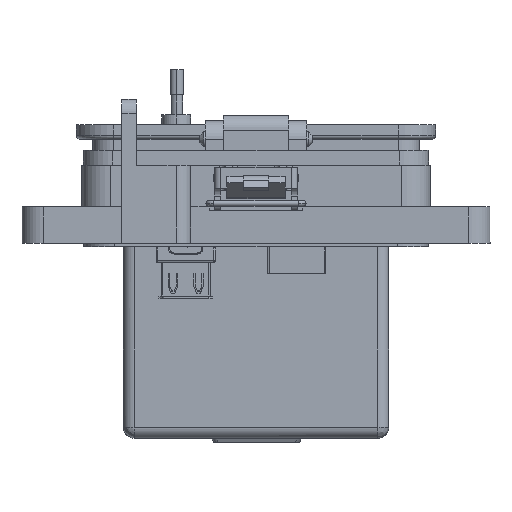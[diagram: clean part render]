
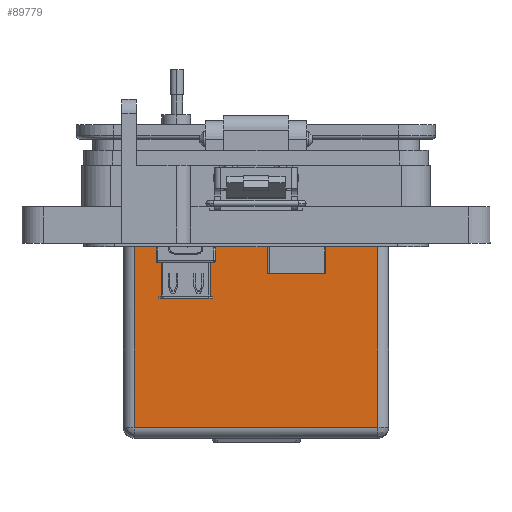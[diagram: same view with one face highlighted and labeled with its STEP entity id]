
A CAD part, front view. The second image highlights one B-rep face of the part: STEP entity #89779.
In plain terms, the highlighted planar face has unit normal (0, -1, 0).
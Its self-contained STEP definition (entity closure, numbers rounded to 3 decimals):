
#279 = VECTOR ( 'NONE', #37106, 1000. ) ;
#2529 = CARTESIAN_POINT ( 'NONE',  ( -5.093, -45.612, -65.552 ) ) ;
#4591 = ORIENTED_EDGE ( 'NONE', *, *, #17792, .F. ) ;
#13749 = FACE_OUTER_BOUND ( 'NONE', #35136, .T. ) ;
#17792 = EDGE_CURVE ( 'NONE', #106844, #63037, #29302, .T. ) ;
#21873 = LINE ( 'NONE', #90641, #122593 ) ;
#24108 = VECTOR ( 'NONE', #70752, 1000. ) ;
#29302 = LINE ( 'NONE', #85757, #279 ) ;
#30989 = DIRECTION ( 'NONE',  ( 0., -1., 0. ) ) ;
#32888 = CARTESIAN_POINT ( 'NONE',  ( -72.146, -45.612, -12.212 ) ) ;
#35136 = EDGE_LOOP ( 'NONE', ( #41064, #73999, #4591, #60495 ) ) ;
#37106 = DIRECTION ( 'NONE',  ( -1., 0., 0. ) ) ;
#41064 = ORIENTED_EDGE ( 'NONE', *, *, #70238, .T. ) ;
#50155 = PLANE ( 'NONE',  #90269 ) ;
#50556 = CARTESIAN_POINT ( 'NONE',  ( -72.146, -45.612, -62.522 ) ) ;
#52441 = EDGE_CURVE ( 'NONE', #63037, #78622, #79925, .T. ) ;
#60495 = ORIENTED_EDGE ( 'NONE', *, *, #99755, .F. ) ;
#61243 = DIRECTION ( 'NONE',  ( -1., 0., 0. ) ) ;
#63037 = VERTEX_POINT ( 'NONE', #50556 ) ;
#67257 = DIRECTION ( 'NONE',  ( 0., 0., 1. ) ) ;
#70238 = EDGE_CURVE ( 'NONE', #72281, #78622, #21873, .T. ) ;
#70752 = DIRECTION ( 'NONE',  ( 0., 0., -1. ) ) ;
#72281 = VERTEX_POINT ( 'NONE', #92581 ) ;
#73999 = ORIENTED_EDGE ( 'NONE', *, *, #52441, .F. ) ;
#78622 = VERTEX_POINT ( 'NONE', #32888 ) ;
#79925 = LINE ( 'NONE', #83293, #125756 ) ;
#83293 = CARTESIAN_POINT ( 'NONE',  ( -72.146, -45.612, -65.552 ) ) ;
#85757 = CARTESIAN_POINT ( 'NONE',  ( -21.856, -45.612, -62.522 ) ) ;
#89452 = CARTESIAN_POINT ( 'NONE',  ( -5.093, -45.612, -65.552 ) ) ;
#89779 = ADVANCED_FACE ( 'NONE', ( #13749 ), #50155, .T. ) ;
#90269 = AXIS2_PLACEMENT_3D ( 'NONE', #89452, #30989, #99236 ) ;
#90641 = CARTESIAN_POINT ( 'NONE',  ( -2.825, -45.612, -12.212 ) ) ;
#92581 = CARTESIAN_POINT ( 'NONE',  ( -5.093, -45.612, -12.212 ) ) ;
#95829 = LINE ( 'NONE', #2529, #24108 ) ;
#99236 = DIRECTION ( 'NONE',  ( 1., 0., 0. ) ) ;
#99755 = EDGE_CURVE ( 'NONE', #72281, #106844, #95829, .T. ) ;
#106844 = VERTEX_POINT ( 'NONE', #124116 ) ;
#122593 = VECTOR ( 'NONE', #61243, 1000. ) ;
#124116 = CARTESIAN_POINT ( 'NONE',  ( -5.093, -45.612, -62.522 ) ) ;
#125756 = VECTOR ( 'NONE', #67257, 1000. ) ;
